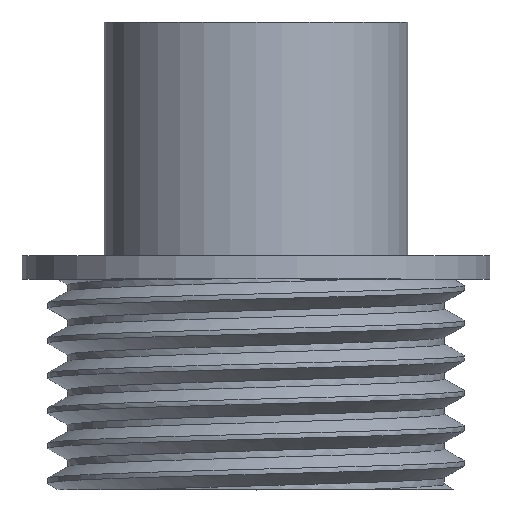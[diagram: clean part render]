
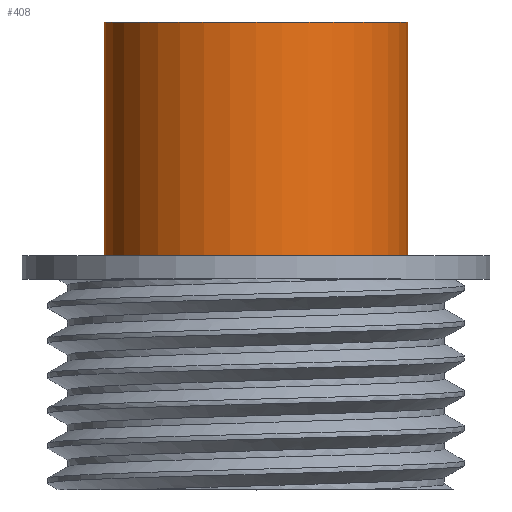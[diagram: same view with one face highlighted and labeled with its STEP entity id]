
A CAD part, top view. The second image highlights one B-rep face of the part: STEP entity #408.
In plain terms, the highlighted cylindrical face has radius 6.5 mm (diameter 13 mm), a full revolution.
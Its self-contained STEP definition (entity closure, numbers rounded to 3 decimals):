
#39=FACE_OUTER_BOUND('',#64,.T.);
#64=EDGE_LOOP('',(#306,#307,#308,#309));
#84=CIRCLE('',#450,6.5);
#85=CIRCLE('',#451,6.5);
#138=LINE('',#1241,#154);
#154=VECTOR('',#516,6.5);
#186=VERTEX_POINT('',#1238);
#187=VERTEX_POINT('',#1240);
#236=EDGE_CURVE('',#186,#186,#84,.T.);
#237=EDGE_CURVE('',#186,#187,#138,.T.);
#238=EDGE_CURVE('',#187,#187,#85,.T.);
#306=ORIENTED_EDGE('',*,*,#236,.F.);
#307=ORIENTED_EDGE('',*,*,#237,.T.);
#308=ORIENTED_EDGE('',*,*,#238,.F.);
#309=ORIENTED_EDGE('',*,*,#237,.F.);
#390=CYLINDRICAL_SURFACE('',#449,6.5);
#408=ADVANCED_FACE('',(#39),#390,.T.);
#449=AXIS2_PLACEMENT_3D('',#1237,#512,#513);
#450=AXIS2_PLACEMENT_3D('',#1239,#514,#515);
#451=AXIS2_PLACEMENT_3D('',#1242,#517,#518);
#512=DIRECTION('center_axis',(0.,1.,0.));
#513=DIRECTION('ref_axis',(-1.,0.,0.));
#514=DIRECTION('center_axis',(0.,1.,0.));
#515=DIRECTION('ref_axis',(-1.,0.,0.));
#516=DIRECTION('',(0.,-1.,0.));
#517=DIRECTION('center_axis',(0.,-1.,0.));
#518=DIRECTION('ref_axis',(-1.,0.,0.));
#1237=CARTESIAN_POINT('Origin',(0.,10.,0.));
#1238=CARTESIAN_POINT('',(6.5,20.,0.));
#1239=CARTESIAN_POINT('Origin',(0.,20.,0.));
#1240=CARTESIAN_POINT('',(6.5,10.,0.));
#1241=CARTESIAN_POINT('',(6.5,10.,0.));
#1242=CARTESIAN_POINT('Origin',(0.,10.,0.));
